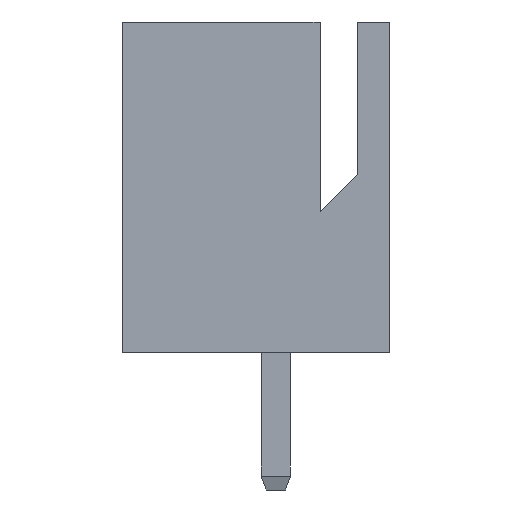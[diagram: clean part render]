
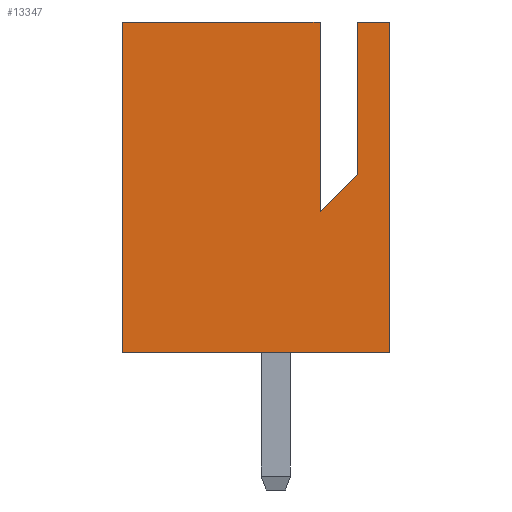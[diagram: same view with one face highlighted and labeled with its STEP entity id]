
A CAD part, left-side view. The second image highlights one B-rep face of the part: STEP entity #13347.
In plain terms, the highlighted planar face has unit normal (-1, 0, 0).
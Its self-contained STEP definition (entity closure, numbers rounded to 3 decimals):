
#767=ORIENTED_EDGE('',*,*,#3413,.T.);
#768=ORIENTED_EDGE('',*,*,#3414,.T.);
#769=ORIENTED_EDGE('',*,*,#3415,.T.);
#770=ORIENTED_EDGE('',*,*,#3176,.T.);
#771=ORIENTED_EDGE('',*,*,#3412,.F.);
#772=ORIENTED_EDGE('',*,*,#3183,.F.);
#773=ORIENTED_EDGE('',*,*,#3091,.T.);
#774=ORIENTED_EDGE('',*,*,#3416,.T.);
#3091=EDGE_CURVE('',#4462,#4461,#5317,.T.);
#3176=EDGE_CURVE('',#4485,#4542,#5402,.T.);
#3183=EDGE_CURVE('',#4462,#4548,#5409,.T.);
#3412=EDGE_CURVE('',#4548,#4542,#5638,.T.);
#3413=EDGE_CURVE('',#4719,#4720,#5639,.T.);
#3414=EDGE_CURVE('',#4720,#4721,#5640,.T.);
#3415=EDGE_CURVE('',#4721,#4485,#5641,.T.);
#3416=EDGE_CURVE('',#4461,#4719,#5642,.T.);
#4461=VERTEX_POINT('',#16628);
#4462=VERTEX_POINT('',#16630);
#4485=VERTEX_POINT('',#16684);
#4542=VERTEX_POINT('',#16799);
#4548=VERTEX_POINT('',#16814);
#4719=VERTEX_POINT('',#17258);
#4720=VERTEX_POINT('',#17259);
#4721=VERTEX_POINT('',#17261);
#5317=LINE('',#16629,#6423);
#5402=LINE('',#16800,#6508);
#5409=LINE('',#16813,#6515);
#5638=LINE('',#17255,#6744);
#5639=LINE('',#17257,#6745);
#5640=LINE('',#17260,#6746);
#5641=LINE('',#17262,#6747);
#5642=LINE('',#17263,#6748);
#6423=VECTOR('',#14445,1000.);
#6508=VECTOR('',#14540,1000.);
#6515=VECTOR('',#14549,1000.);
#6744=VECTOR('',#14862,1000.);
#6745=VECTOR('',#14865,1000.);
#6746=VECTOR('',#14866,1000.);
#6747=VECTOR('',#14867,1000.);
#6748=VECTOR('',#14868,1000.);
#7573=EDGE_LOOP('',(#767,#768,#769,#770,#771,#772,#773,#774));
#8179=FACE_BOUND('',#7573,.T.);
#8785=PLANE('',#13947);
#13347=ADVANCED_FACE('',(#8179),#8785,.T.);
#13947=AXIS2_PLACEMENT_3D('',#17256,#14863,#14864);
#14445=DIRECTION('',(0.,1.,0.));
#14540=DIRECTION('',(0.,0.,-1.));
#14549=DIRECTION('',(0.,0.,-1.));
#14862=DIRECTION('',(0.,1.,0.));
#14863=DIRECTION('',(-1.,0.,0.));
#14864=DIRECTION('',(0.,0.,1.));
#14865=DIRECTION('',(0.,0.707,-0.707));
#14866=DIRECTION('',(0.,0.,1.));
#14867=DIRECTION('',(0.,1.,0.));
#14868=DIRECTION('',(0.,0.,-1.));
#16628=CARTESIAN_POINT('',(-20.117,-1.778,7.214));
#16629=CARTESIAN_POINT('',(-20.117,-2.489,7.214));
#16630=CARTESIAN_POINT('',(-20.117,-2.489,7.214));
#16684=CARTESIAN_POINT('',(-20.117,3.353,7.214));
#16799=CARTESIAN_POINT('',(-20.117,3.353,0.));
#16800=CARTESIAN_POINT('',(-20.117,3.353,0.711));
#16813=CARTESIAN_POINT('',(-20.117,-2.489,0.711));
#16814=CARTESIAN_POINT('',(-20.117,-2.489,0.));
#17255=CARTESIAN_POINT('',(-20.117,-2.489,0.));
#17256=CARTESIAN_POINT('',(-20.117,-2.489,0.711));
#17257=CARTESIAN_POINT('',(-20.117,-1.778,3.886));
#17258=CARTESIAN_POINT('',(-20.117,-1.778,3.886));
#17259=CARTESIAN_POINT('',(-20.117,-0.965,3.073));
#17260=CARTESIAN_POINT('',(-20.117,-0.965,3.073));
#17261=CARTESIAN_POINT('',(-20.117,-0.965,7.214));
#17262=CARTESIAN_POINT('',(-20.117,-2.489,7.214));
#17263=CARTESIAN_POINT('',(-20.117,-1.778,7.214));
